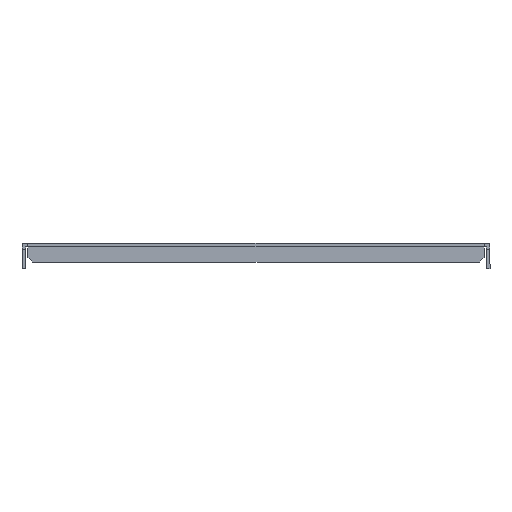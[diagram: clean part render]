
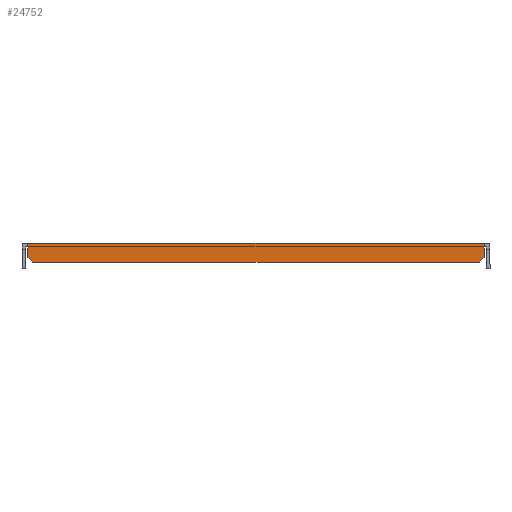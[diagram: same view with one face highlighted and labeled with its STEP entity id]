
A CAD part, front view. The second image highlights one B-rep face of the part: STEP entity #24752.
In plain terms, the highlighted planar face has unit normal (0, -1, 0).
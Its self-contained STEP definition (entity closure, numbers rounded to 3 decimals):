
#2508 = EDGE_LOOP ( 'NONE', ( #17342, #37048, #19591, #10133, #13606, #20829, #3222, #27419 ) ) ;
#2719 = LINE ( 'NONE', #27030, #11897 ) ;
#3222 = ORIENTED_EDGE ( 'NONE', *, *, #11810, .T. ) ;
#3243 = CARTESIAN_POINT ( 'NONE',  ( 95., -310., -8. ) ) ;
#3691 = VECTOR ( 'NONE', #35214, 1000. ) ;
#4239 = DIRECTION ( 'NONE',  ( 0., 0., 1. ) ) ;
#4648 = VECTOR ( 'NONE', #33231, 1000. ) ;
#5236 = EDGE_CURVE ( 'NONE', #27780, #33237, #8168, .T. ) ;
#5239 = CARTESIAN_POINT ( 'NONE',  ( 97., -310., -6. ) ) ;
#5299 = CARTESIAN_POINT ( 'NONE',  ( -97., -310., 0. ) ) ;
#6134 = EDGE_CURVE ( 'NONE', #9059, #9383, #9904, .T. ) ;
#6252 = CARTESIAN_POINT ( 'NONE',  ( 97., -310., 0. ) ) ;
#6297 = CARTESIAN_POINT ( 'NONE',  ( 0., -310., 0. ) ) ;
#6780 = DIRECTION ( 'NONE',  ( 0., 0., 1. ) ) ;
#7027 = EDGE_CURVE ( 'NONE', #28249, #30957, #11291, .T. ) ;
#7437 = EDGE_CURVE ( 'NONE', #35564, #18516, #31508, .T. ) ;
#8168 = LINE ( 'NONE', #19728, #3691 ) ;
#9043 = VECTOR ( 'NONE', #6780, 1000. ) ;
#9059 = VERTEX_POINT ( 'NONE', #3243 ) ;
#9383 = VERTEX_POINT ( 'NONE', #5239 ) ;
#9574 = CARTESIAN_POINT ( 'NONE',  ( 97., -310., 0. ) ) ;
#9904 = LINE ( 'NONE', #16061, #15248 ) ;
#10133 = ORIENTED_EDGE ( 'NONE', *, *, #6134, .T. ) ;
#11291 = LINE ( 'NONE', #17856, #15350 ) ;
#11810 = EDGE_CURVE ( 'NONE', #30957, #18516, #2719, .T. ) ;
#11897 = VECTOR ( 'NONE', #39145, 1000. ) ;
#13606 = ORIENTED_EDGE ( 'NONE', *, *, #30015, .T. ) ;
#15248 = VECTOR ( 'NONE', #16467, 1000. ) ;
#15350 = VECTOR ( 'NONE', #26412, 1000. ) ;
#16061 = CARTESIAN_POINT ( 'NONE',  ( 97., -310., -6. ) ) ;
#16303 = AXIS2_PLACEMENT_3D ( 'NONE', #6297, #34144, #18256 ) ;
#16467 = DIRECTION ( 'NONE',  ( 0.707, 0., 0.707 ) ) ;
#17342 = ORIENTED_EDGE ( 'NONE', *, *, #18415, .T. ) ;
#17856 = CARTESIAN_POINT ( 'NONE',  ( 97., -310., -2.5 ) ) ;
#18131 = LINE ( 'NONE', #27649, #4648 ) ;
#18256 = DIRECTION ( 'NONE',  ( 0., 0., 1. ) ) ;
#18415 = EDGE_CURVE ( 'NONE', #35564, #27780, #33964, .T. ) ;
#18516 = VERTEX_POINT ( 'NONE', #5299 ) ;
#19030 = EDGE_CURVE ( 'NONE', #33237, #9059, #18131, .T. ) ;
#19043 = PLANE ( 'NONE',  #16303 ) ;
#19476 = CARTESIAN_POINT ( 'NONE',  ( -97., -310., 0. ) ) ;
#19591 = ORIENTED_EDGE ( 'NONE', *, *, #19030, .T. ) ;
#19728 = CARTESIAN_POINT ( 'NONE',  ( -95., -310., -8. ) ) ;
#20829 = ORIENTED_EDGE ( 'NONE', *, *, #7027, .T. ) ;
#22199 = CARTESIAN_POINT ( 'NONE',  ( -97., -310., -2.5 ) ) ;
#24689 = LINE ( 'NONE', #9574, #9043 ) ;
#24752 = ADVANCED_FACE ( 'NONE', ( #30378 ), #19043, .F. ) ;
#26412 = DIRECTION ( 'NONE',  ( 0., 0., 1. ) ) ;
#26986 = CARTESIAN_POINT ( 'NONE',  ( -97., -310., -6. ) ) ;
#27030 = CARTESIAN_POINT ( 'NONE',  ( 0., -310., 0. ) ) ;
#27419 = ORIENTED_EDGE ( 'NONE', *, *, #7437, .F. ) ;
#27649 = CARTESIAN_POINT ( 'NONE',  ( 0., -310., -8. ) ) ;
#27780 = VERTEX_POINT ( 'NONE', #26986 ) ;
#28249 = VERTEX_POINT ( 'NONE', #35690 ) ;
#28637 = CARTESIAN_POINT ( 'NONE',  ( -95., -310., -8. ) ) ;
#30015 = EDGE_CURVE ( 'NONE', #9383, #28249, #24689, .T. ) ;
#30378 = FACE_OUTER_BOUND ( 'NONE', #2508, .T. ) ;
#30957 = VERTEX_POINT ( 'NONE', #6252 ) ;
#31508 = LINE ( 'NONE', #31714, #31941 ) ;
#31596 = DIRECTION ( 'NONE',  ( 0., 0., -1. ) ) ;
#31714 = CARTESIAN_POINT ( 'NONE',  ( -97., -310., 0. ) ) ;
#31941 = VECTOR ( 'NONE', #4239, 1000. ) ;
#33231 = DIRECTION ( 'NONE',  ( 1., 0., 0. ) ) ;
#33237 = VERTEX_POINT ( 'NONE', #28637 ) ;
#33964 = LINE ( 'NONE', #19476, #34440 ) ;
#34144 = DIRECTION ( 'NONE',  ( 0., 1., 0. ) ) ;
#34440 = VECTOR ( 'NONE', #31596, 1000. ) ;
#35214 = DIRECTION ( 'NONE',  ( 0.707, 0., -0.707 ) ) ;
#35564 = VERTEX_POINT ( 'NONE', #22199 ) ;
#35690 = CARTESIAN_POINT ( 'NONE',  ( 97., -310., -2.5 ) ) ;
#37048 = ORIENTED_EDGE ( 'NONE', *, *, #5236, .T. ) ;
#39145 = DIRECTION ( 'NONE',  ( -1., 0., 0. ) ) ;
